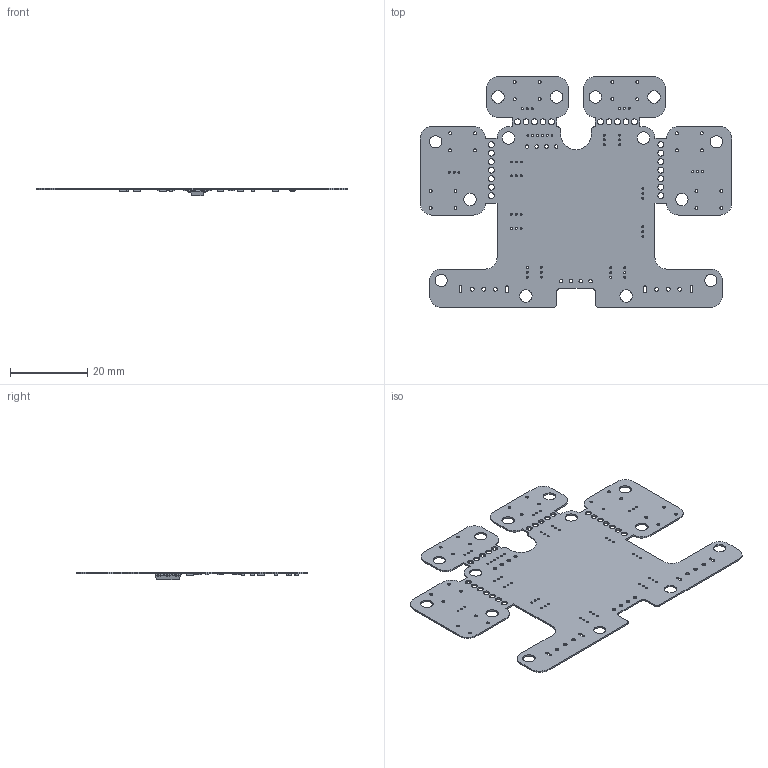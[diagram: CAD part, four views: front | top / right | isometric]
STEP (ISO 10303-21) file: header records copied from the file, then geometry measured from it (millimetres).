
FILE_DESCRIPTION(('Open CASCADE Model'),'2;1');
FILE_NAME('Open CASCADE Shape Model','2021-01-20T19:30:28',('Author'),( 'Open CASCADE'),'Open CASCADE STEP processor 6.8','Open CASCADE 6.8' ,'Unknown');
FILE_SCHEMA(('AUTOMOTIVE_DESIGN { 1 0 10303 214 1 1 1 1 }'));
Length unit declared in the file: millimetre
Products named in the file (45): PCB; Board; R14; User_Library-RES_1609-0603; R13; R12; R11; R10; R9; R8; R7; R6; R5; R4; R3; R2; R1; POW; TO-223; User_Library-TO-223_1_1; User_Library-TO-223_2_1; User_Library-TO-223_3_1; User_Library-TO-223_4_1; User_Library-TO-223_5_1; LED; User_Library-LED_0603_R; User_Library-LED_0603_R_Pocket002; User_Library-LED_0603_R_Pad004; User_Library-LED_0603_R_Fillet; User_Library-LED_0603_R_Pocket001; User_Library-LED_0603_R_Pad; C13; User_Library-0603_SMD_Capacitor; C12; C11; C10; C9; C8; C7; C6 ...
Assembly tree (69 placements, depth 4):
  PCB
    Board
    R14
      User_Library-RES_1609-0603
    R13
      User_Library-RES_1609-0603
    R12
      User_Library-RES_1609-0603
    R11
      User_Library-RES_1609-0603
    R10
      User_Library-RES_1609-0603
    R9
      User_Library-RES_1609-0603
    R8
      User_Library-RES_1609-0603
    R7
      User_Library-RES_1609-0603
    R6
      User_Library-RES_1609-0603
    R5
      User_Library-RES_1609-0603
    R4
      User_Library-RES_1609-0603
    R3
      User_Library-RES_1609-0603
    R2
      User_Library-RES_1609-0603
    R1
      User_Library-RES_1609-0603
    POW
      TO-223
        User_Library-TO-223_1_1
        User_Library-TO-223_2_1
        User_Library-TO-223_3_1
        User_Library-TO-223_4_1
        User_Library-TO-223_5_1
    LED
      User_Library-LED_0603_R
        User_Library-LED_0603_R_Pocket002
        User_Library-LED_0603_R_Pad004
        User_Library-LED_0603_R_Fillet
        User_Library-LED_0603_R_Pocket001
        User_Library-LED_0603_R_Pad
    C13
      User_Library-0603_SMD_Capacitor
    C12
      User_Library-0603_SMD_Capacitor
    C11
      User_Library-0603_SMD_Capacitor
    C10
      User_Library-0603_SMD_Capacitor
    C9
      User_Library-0603_SMD_Capacitor
    C8
      User_Library-0603_SMD_Capacitor
    C7
      User_Library-0603_SMD_Capacitor
    C6
      User_Library-0603_SMD_Capacitor
Bounding box: 80.84 x 59.99 x 2.05 mm (x, y, z)
Volume: 1426.1 mm3; surface area: 7346.2 mm2
Topology: 79 solids, 80 shells, 2817 faces, 7066 edges, 4468 vertices
Faces by surface type: plane 1178, bspline 1081, cylinder 454, sphere 104
Full cylindrical faces by diameter (mm): 0.5 x54, 0.762 x24, 0.9 x8, 1 x6, 1.524 x24, 3.2 x14
Entity records: 25246 total; most frequent: CARTESIAN_POINT 9281, ORIENTED_EDGE 2744, DIRECTION 2589, EDGE_CURVE 1373, AXIS2_PLACEMENT_3D 908, VERTEX_POINT 902, FACE_BOUND 796, EDGE_LOOP 796
